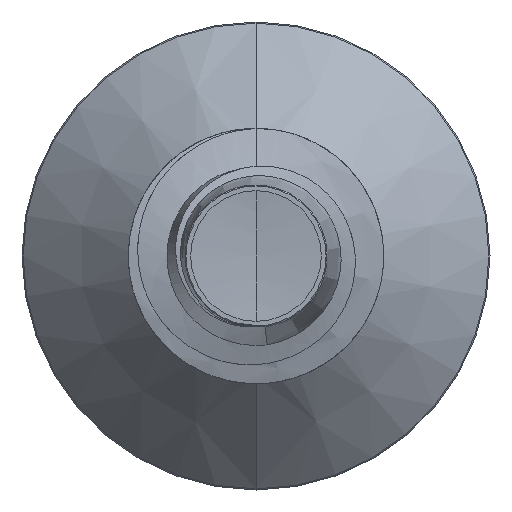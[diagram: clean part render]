
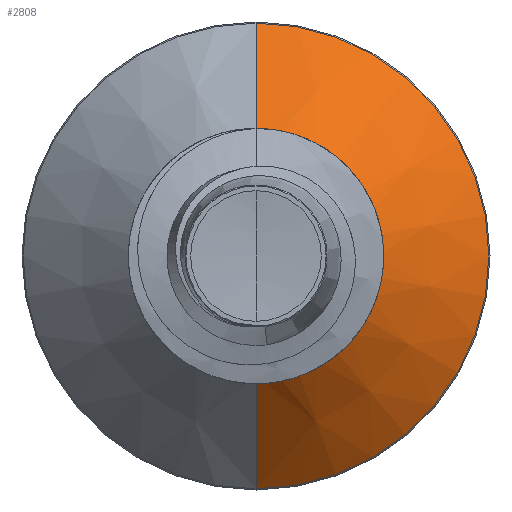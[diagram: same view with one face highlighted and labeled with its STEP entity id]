
A CAD part, front view. The second image highlights one B-rep face of the part: STEP entity #2808.
In plain terms, the highlighted conical face has half-angle 45 degrees and reference radius 1.414 mm.
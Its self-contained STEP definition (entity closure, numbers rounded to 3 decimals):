
#62 = VERTEX_POINT ( 'NONE', #13603 ) ;
#504 = EDGE_CURVE ( 'NONE', #62, #13636, #5195, .T. ) ;
#1775 = VERTEX_POINT ( 'NONE', #3840 ) ;
#1908 = CIRCLE ( 'NONE', #11345, 1.414 ) ;
#2808 = ADVANCED_FACE ( 'NONE', ( #13243 ), #9187, .T. ) ;
#3828 = EDGE_CURVE ( 'NONE', #1775, #62, #1908, .T. ) ;
#3840 = CARTESIAN_POINT ( 'NONE',  ( 0., 9.114, 1.414 ) ) ;
#4204 = VECTOR ( 'NONE', #10161, 1000. ) ;
#4697 = AXIS2_PLACEMENT_3D ( 'NONE', #5269, #5313, #5418 ) ;
#4858 = CARTESIAN_POINT ( 'NONE',  ( 0., 9.114, 1.414 ) ) ;
#4915 = DIRECTION ( 'NONE',  ( 0., 0.707, 0.707 ) ) ;
#5155 = CARTESIAN_POINT ( 'NONE',  ( 0., 10.437, 2.737 ) ) ;
#5195 = LINE ( 'NONE', #10167, #4204 ) ;
#5269 = CARTESIAN_POINT ( 'NONE',  ( 0., 9.114, 0. ) ) ;
#5313 = DIRECTION ( 'NONE',  ( 0., 1., 0. ) ) ;
#5382 = CARTESIAN_POINT ( 'NONE',  ( 0., 10.437, -2.737 ) ) ;
#5418 = DIRECTION ( 'NONE',  ( 0., 0., 1. ) ) ;
#5756 = LINE ( 'NONE', #4858, #15441 ) ;
#9187 = CONICAL_SURFACE ( 'NONE', #4697, 1.414, 0.785 ) ;
#9251 = ORIENTED_EDGE ( 'NONE', *, *, #17302, .F. ) ;
#9383 = DIRECTION ( 'NONE',  ( 0., 1., 0. ) ) ;
#9402 = CARTESIAN_POINT ( 'NONE',  ( 0., 9.114, 0. ) ) ;
#9527 = AXIS2_PLACEMENT_3D ( 'NONE', #14582, #14570, #14559 ) ;
#10161 = DIRECTION ( 'NONE',  ( 0., 0.707, -0.707 ) ) ;
#10167 = CARTESIAN_POINT ( 'NONE',  ( 0., 9.114, -1.414 ) ) ;
#10477 = EDGE_LOOP ( 'NONE', ( #13138, #15955, #9251, #14814 ) ) ;
#10703 = CIRCLE ( 'NONE', #9527, 2.737 ) ;
#11345 = AXIS2_PLACEMENT_3D ( 'NONE', #9402, #9383, #12022 ) ;
#12022 = DIRECTION ( 'NONE',  ( 0., 0., 1. ) ) ;
#13138 = ORIENTED_EDGE ( 'NONE', *, *, #3828, .T. ) ;
#13243 = FACE_OUTER_BOUND ( 'NONE', #10477, .T. ) ;
#13603 = CARTESIAN_POINT ( 'NONE',  ( 0., 9.114, -1.414 ) ) ;
#13636 = VERTEX_POINT ( 'NONE', #5382 ) ;
#13784 = VERTEX_POINT ( 'NONE', #5155 ) ;
#14559 = DIRECTION ( 'NONE',  ( 0., 0., 1. ) ) ;
#14570 = DIRECTION ( 'NONE',  ( 0., 1., 0. ) ) ;
#14582 = CARTESIAN_POINT ( 'NONE',  ( 0., 10.437, 0. ) ) ;
#14814 = ORIENTED_EDGE ( 'NONE', *, *, #15561, .F. ) ;
#15441 = VECTOR ( 'NONE', #4915, 1000. ) ;
#15561 = EDGE_CURVE ( 'NONE', #1775, #13784, #5756, .T. ) ;
#15955 = ORIENTED_EDGE ( 'NONE', *, *, #504, .T. ) ;
#17302 = EDGE_CURVE ( 'NONE', #13784, #13636, #10703, .T. ) ;
